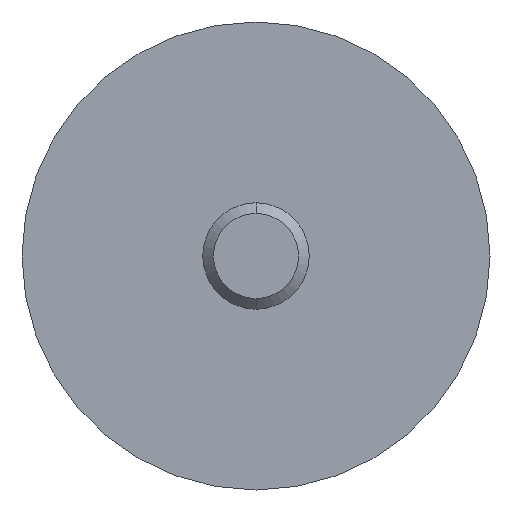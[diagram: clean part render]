
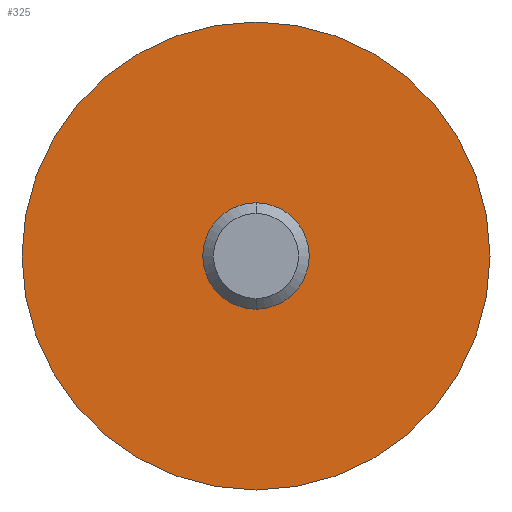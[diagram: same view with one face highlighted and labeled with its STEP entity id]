
A CAD part, front view. The second image highlights one B-rep face of the part: STEP entity #325.
In plain terms, the highlighted planar face has unit normal (0, -1, 0).
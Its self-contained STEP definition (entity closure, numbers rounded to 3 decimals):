
#13 = EDGE_CURVE ( 'NONE', #530, #32, #111, .T. ) ;
#32 = VERTEX_POINT ( 'NONE', #675 ) ;
#47 = DIRECTION ( 'NONE',  ( 0., -1., 0. ) ) ;
#56 = CARTESIAN_POINT ( 'NONE',  ( 0., 0., 0. ) ) ;
#69 = DIRECTION ( 'NONE',  ( 0., -1., 0. ) ) ;
#75 = AXIS2_PLACEMENT_3D ( 'NONE', #56, #365, #100 ) ;
#81 = DIRECTION ( 'NONE',  ( -1., 0., 0. ) ) ;
#86 = CARTESIAN_POINT ( 'NONE',  ( 0., 0., 0. ) ) ;
#87 = VERTEX_POINT ( 'NONE', #549 ) ;
#100 = DIRECTION ( 'NONE',  ( -1., 0., 0. ) ) ;
#111 = CIRCLE ( 'NONE', #122, 11. ) ;
#118 = EDGE_CURVE ( 'NONE', #445, #87, #565, .T. ) ;
#122 = AXIS2_PLACEMENT_3D ( 'NONE', #247, #47, #422 ) ;
#131 = DIRECTION ( 'NONE',  ( 0., -1., 0. ) ) ;
#135 = CARTESIAN_POINT ( 'NONE',  ( 0., 0., 0. ) ) ;
#139 = DIRECTION ( 'NONE',  ( 0., -1., 0. ) ) ;
#140 = EDGE_LOOP ( 'NONE', ( #575, #186 ) ) ;
#143 = DIRECTION ( 'NONE',  ( 0., 0., 1. ) ) ;
#179 = EDGE_LOOP ( 'NONE', ( #679, #453 ) ) ;
#186 = ORIENTED_EDGE ( 'NONE', *, *, #13, .T. ) ;
#247 = CARTESIAN_POINT ( 'NONE',  ( 0., 0., 0. ) ) ;
#258 = EDGE_CURVE ( 'NONE', #87, #445, #323, .T. ) ;
#280 = FACE_OUTER_BOUND ( 'NONE', #140, .T. ) ;
#323 = CIRCLE ( 'NONE', #416, 2.5 ) ;
#325 = ADVANCED_FACE ( 'NONE', ( #280, #407 ), #615, .T. ) ;
#365 = DIRECTION ( 'NONE',  ( 0., -1., 0. ) ) ;
#367 = AXIS2_PLACEMENT_3D ( 'NONE', #376, #69, #595 ) ;
#376 = CARTESIAN_POINT ( 'NONE',  ( 0., 0., 0. ) ) ;
#407 = FACE_BOUND ( 'NONE', #179, .T. ) ;
#416 = AXIS2_PLACEMENT_3D ( 'NONE', #86, #131, #81 ) ;
#422 = DIRECTION ( 'NONE',  ( -1., 0., 0. ) ) ;
#445 = VERTEX_POINT ( 'NONE', #581 ) ;
#453 = ORIENTED_EDGE ( 'NONE', *, *, #258, .F. ) ;
#491 = EDGE_CURVE ( 'NONE', #32, #530, #676, .T. ) ;
#521 = AXIS2_PLACEMENT_3D ( 'NONE', #135, #139, #143 ) ;
#530 = VERTEX_POINT ( 'NONE', #591 ) ;
#549 = CARTESIAN_POINT ( 'NONE',  ( 0., 0., -2.5 ) ) ;
#565 = CIRCLE ( 'NONE', #367, 2.5 ) ;
#575 = ORIENTED_EDGE ( 'NONE', *, *, #491, .T. ) ;
#581 = CARTESIAN_POINT ( 'NONE',  ( 0., 0., 2.5 ) ) ;
#591 = CARTESIAN_POINT ( 'NONE',  ( 0., 0., 11. ) ) ;
#595 = DIRECTION ( 'NONE',  ( -1., 0., 0. ) ) ;
#615 = PLANE ( 'NONE',  #521 ) ;
#675 = CARTESIAN_POINT ( 'NONE',  ( 0., 0., -11. ) ) ;
#676 = CIRCLE ( 'NONE', #75, 11. ) ;
#679 = ORIENTED_EDGE ( 'NONE', *, *, #118, .F. ) ;
